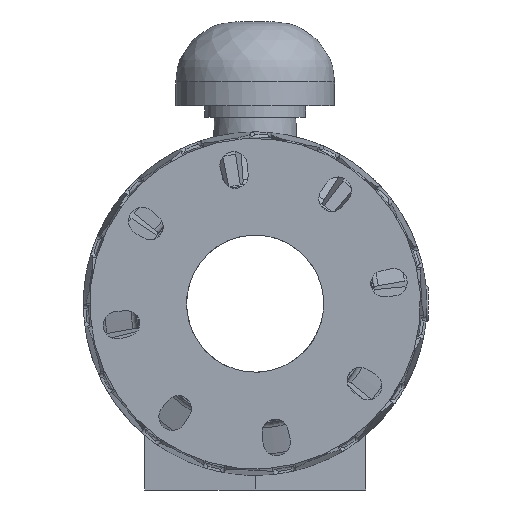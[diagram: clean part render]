
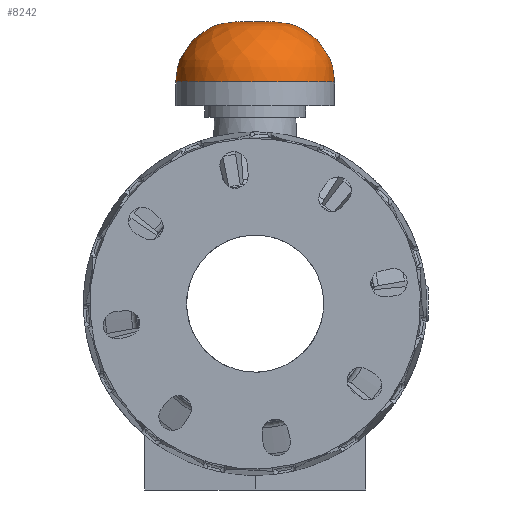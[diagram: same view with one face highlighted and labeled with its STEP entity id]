
A CAD part, left-side view. The second image highlights one B-rep face of the part: STEP entity #8242.
In plain terms, the highlighted free-form (B-spline) face has degree [2, 2] with [3, 9] control points.
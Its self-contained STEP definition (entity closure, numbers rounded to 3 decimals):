
#1505=FACE_OUTER_BOUND($,#1982,.T.);
#1982=EDGE_LOOP($,(#5587,#5588,#5589,#5590,#5591,#5592,#5593,#5594,#5595,
#5596));
#2521=(
BOUNDED_CURVE()
B_SPLINE_CURVE(2,(#11987,#11988,#11989),.UNSPECIFIED.,.F.,.F.)
B_SPLINE_CURVE_WITH_KNOTS((3,3),(1.087,1.571),
 .UNSPECIFIED.)
CURVE()
GEOMETRIC_REPRESENTATION_ITEM()
RATIONAL_B_SPLINE_CURVE((0.875,0.91,1.))
REPRESENTATION_ITEM($)
);
#2522=B_SPLINE_CURVE_WITH_KNOTS($,3,(#11969,#11970,#11971,#11972,#11973,
#11974,#11975,#11976,#11977,#11978),.UNSPECIFIED.,.F.,.F.,(4,2,2,2,4),(-13.234,
-12.228,-10.835,-9.289,-8.414),
 .UNSPECIFIED.);
#2523=B_SPLINE_CURVE_WITH_KNOTS($,3,(#11980,#11981,#11982,#11983),
 .UNSPECIFIED.,.F.,.F.,(4,4),(-1.822,-1.126),
 .UNSPECIFIED.);
#2524=B_SPLINE_CURVE_WITH_KNOTS($,3,(#11994,#11995,#11996,#11997),
 .UNSPECIFIED.,.F.,.F.,(4,4),(-24.028,-23.332),
 .UNSPECIFIED.);
#2525=B_SPLINE_CURVE_WITH_KNOTS($,3,(#11998,#11999,#12000,#12001,#12002,
#12003,#12004,#12005,#12006,#12007),.UNSPECIFIED.,.F.,.F.,(4,2,2,2,4),(-4.819,
-4.291,-2.753,-1.349,0.),
 .UNSPECIFIED.);
#2987=CIRCLE($,#8738,55.);
#2988=CIRCLE($,#8739,32.295);
#2989=CIRCLE($,#8740,13.5);
#2990=CIRCLE($,#8741,32.295);
#3380=VERTEX_POINT($,#11965);
#3381=VERTEX_POINT($,#11966);
#3382=VERTEX_POINT($,#11968);
#3383=VERTEX_POINT($,#11979);
#3384=VERTEX_POINT($,#11984);
#3385=VERTEX_POINT($,#11986);
#3386=VERTEX_POINT($,#11991);
#3387=VERTEX_POINT($,#11993);
#4261=EDGE_CURVE($,#3380,#3381,#2987,.T.);
#4262=EDGE_CURVE($,#3380,#3382,#2522,.T.);
#4263=EDGE_CURVE($,#3382,#3383,#2523,.T.);
#4264=EDGE_CURVE($,#3383,#3384,#2988,.T.);
#4265=EDGE_CURVE($,#3384,#3385,#2521,.T.);
#4266=EDGE_CURVE($,#3385,#3385,#2989,.T.);
#4267=EDGE_CURVE($,#3384,#3386,#2990,.T.);
#4268=EDGE_CURVE($,#3386,#3387,#2524,.T.);
#4269=EDGE_CURVE($,#3387,#3381,#2525,.T.);
#5587=ORIENTED_EDGE($,*,*,#4261,.F.);
#5588=ORIENTED_EDGE($,*,*,#4262,.T.);
#5589=ORIENTED_EDGE($,*,*,#4263,.T.);
#5590=ORIENTED_EDGE($,*,*,#4264,.T.);
#5591=ORIENTED_EDGE($,*,*,#4265,.T.);
#5592=ORIENTED_EDGE($,*,*,#4266,.T.);
#5593=ORIENTED_EDGE($,*,*,#4265,.F.);
#5594=ORIENTED_EDGE($,*,*,#4267,.T.);
#5595=ORIENTED_EDGE($,*,*,#4268,.T.);
#5596=ORIENTED_EDGE($,*,*,#4269,.T.);
#8239=(
BOUNDED_SURFACE()
B_SPLINE_SURFACE(2,2,((#11938,#11939,#11940,#11941,#11942,#11943,#11944,
#11945,#11946),(#11947,#11948,#11949,#11950,#11951,#11952,#11953,#11954,
#11955),(#11956,#11957,#11958,#11959,#11960,#11961,#11962,#11963,#11964)),
 .UNSPECIFIED.,.F.,.T.,.F.)
B_SPLINE_SURFACE_WITH_KNOTS((3,3),(3,2,2,2,3),(-1.571,0.),
(-3.142,-1.571,0.,1.571,3.142),
 .UNSPECIFIED.)
GEOMETRIC_REPRESENTATION_ITEM()
RATIONAL_B_SPLINE_SURFACE(((1.,0.707,1.,0.707,1.,
0.707,1.,0.707,1.),(0.707,0.5,
0.707,0.5,0.707,0.5,
0.707,0.5,0.707),(1.,0.707,
1.,0.707,1.,0.707,1.,0.707,1.)))
REPRESENTATION_ITEM($)
SURFACE()
);
#8242=ADVANCED_FACE($,(#1505),#8239,.F.);
#8738=AXIS2_PLACEMENT_3D($,#11967,#9664,#9665);
#8739=AXIS2_PLACEMENT_3D($,#11985,#9666,#9667);
#8740=AXIS2_PLACEMENT_3D($,#11990,#9668,#9669);
#8741=AXIS2_PLACEMENT_3D($,#11992,#9670,#9671);
#9664=DIRECTION('center_axis',(0.,0.,-1.));
#9665=DIRECTION('ref_axis',(-1.,0.,0.));
#9666=DIRECTION('center_axis',(0.,0.,1.));
#9667=DIRECTION('ref_axis',(-1.,0.,0.));
#9668=DIRECTION('center_axis',(0.,0.,-1.));
#9669=DIRECTION('ref_axis',(-1.,0.,0.));
#9670=DIRECTION('center_axis',(0.,0.,1.));
#9671=DIRECTION('ref_axis',(-1.,0.,0.));
#11938=CARTESIAN_POINT('Ctrl Pts',(13.5,0.,58.));
#11939=CARTESIAN_POINT('Ctrl Pts',(13.5,-13.5,58.));
#11940=CARTESIAN_POINT('Ctrl Pts',(0.,-13.5,
58.));
#11941=CARTESIAN_POINT('Ctrl Pts',(-13.5,-13.5,58.));
#11942=CARTESIAN_POINT('Ctrl Pts',(-13.5,0.,
58.));
#11943=CARTESIAN_POINT('Ctrl Pts',(-13.5,13.5,58.));
#11944=CARTESIAN_POINT('Ctrl Pts',(0.,13.5,
58.));
#11945=CARTESIAN_POINT('Ctrl Pts',(13.5,13.5,58.));
#11946=CARTESIAN_POINT('Ctrl Pts',(13.5,0.,58.));
#11947=CARTESIAN_POINT('Ctrl Pts',(55.,0.,
58.));
#11948=CARTESIAN_POINT('Ctrl Pts',(55.,-55.,58.));
#11949=CARTESIAN_POINT('Ctrl Pts',(0.,-55.,58.));
#11950=CARTESIAN_POINT('Ctrl Pts',(-55.,-55.,58.));
#11951=CARTESIAN_POINT('Ctrl Pts',(-55.,0.,
58.));
#11952=CARTESIAN_POINT('Ctrl Pts',(-55.,55.,58.));
#11953=CARTESIAN_POINT('Ctrl Pts',(0.,55.,
58.));
#11954=CARTESIAN_POINT('Ctrl Pts',(55.,55.,58.));
#11955=CARTESIAN_POINT('Ctrl Pts',(55.,0.,
58.));
#11956=CARTESIAN_POINT('Ctrl Pts',(55.,0.,16.5));
#11957=CARTESIAN_POINT('Ctrl Pts',(55.,-55.,16.5));
#11958=CARTESIAN_POINT('Ctrl Pts',(0.,-55.,16.5));
#11959=CARTESIAN_POINT('Ctrl Pts',(-55.,-55.,16.5));
#11960=CARTESIAN_POINT('Ctrl Pts',(-55.,0.,16.5));
#11961=CARTESIAN_POINT('Ctrl Pts',(-55.,55.,16.5));
#11962=CARTESIAN_POINT('Ctrl Pts',(0.,55.,
16.5));
#11963=CARTESIAN_POINT('Ctrl Pts',(55.,55.,16.5));
#11964=CARTESIAN_POINT('Ctrl Pts',(55.,0.,16.5));
#11965=CARTESIAN_POINT('',(46.928,-28.684,16.5));
#11966=CARTESIAN_POINT('',(46.928,28.684,16.5));
#11967=CARTESIAN_POINT('Origin',(0.,0.,16.5));
#11968=CARTESIAN_POINT('',(19.094,-30.006,51.647));
#11969=CARTESIAN_POINT('Ctrl Pts',(46.928,-28.684,16.5));
#11970=CARTESIAN_POINT('Ctrl Pts',(46.928,-28.684,19.837));
#11971=CARTESIAN_POINT('Ctrl Pts',(46.441,-28.708,23.16));
#11972=CARTESIAN_POINT('Ctrl Pts',(44.148,-28.823,30.822));
#11973=CARTESIAN_POINT('Ctrl Pts',(41.943,-28.934,34.943));
#11974=CARTESIAN_POINT('Ctrl Pts',(35.758,-29.236,42.56));
#11975=CARTESIAN_POINT('Ctrl Pts',(31.728,-29.429,45.804));
#11976=CARTESIAN_POINT('Ctrl Pts',(24.591,-29.759,49.655));
#11977=CARTESIAN_POINT('Ctrl Pts',(21.885,-29.882,50.772));
#11978=CARTESIAN_POINT('Ctrl Pts',(19.094,-30.006,51.647));
#11979=CARTESIAN_POINT('',(11.941,-30.006,53.5));
#11980=CARTESIAN_POINT('Ctrl Pts',(19.094,-30.006,51.647));
#11981=CARTESIAN_POINT('Ctrl Pts',(16.852,-30.006,52.403));
#11982=CARTESIAN_POINT('Ctrl Pts',(14.426,-30.006,53.033));
#11983=CARTESIAN_POINT('Ctrl Pts',(11.941,-30.006,53.5));
#11984=CARTESIAN_POINT('',(32.295,0.,53.5));
#11985=CARTESIAN_POINT('Origin',(0.,0.,53.5));
#11986=CARTESIAN_POINT('',(13.5,0.,58.));
#11987=CARTESIAN_POINT('Ctrl Pts',(32.295,0.,
53.5));
#11988=CARTESIAN_POINT('Ctrl Pts',(23.436,0.,
58.));
#11989=CARTESIAN_POINT('Ctrl Pts',(13.5,0.,58.));
#11990=CARTESIAN_POINT('Origin',(0.,0.,58.));
#11991=CARTESIAN_POINT('',(11.941,30.006,53.5));
#11992=CARTESIAN_POINT('Origin',(0.,0.,53.5));
#11993=CARTESIAN_POINT('',(19.094,30.006,51.647));
#11994=CARTESIAN_POINT('Ctrl Pts',(11.941,30.006,53.5));
#11995=CARTESIAN_POINT('Ctrl Pts',(14.426,30.006,53.033));
#11996=CARTESIAN_POINT('Ctrl Pts',(16.852,30.006,52.403));
#11997=CARTESIAN_POINT('Ctrl Pts',(19.094,30.006,51.647));
#11998=CARTESIAN_POINT('Ctrl Pts',(19.094,30.006,51.647));
#11999=CARTESIAN_POINT('Ctrl Pts',(20.781,29.931,51.119));
#12000=CARTESIAN_POINT('Ctrl Pts',(22.438,29.856,50.501));
#12001=CARTESIAN_POINT('Ctrl Pts',(28.775,29.568,47.703));
#12002=CARTESIAN_POINT('Ctrl Pts',(33.053,29.365,44.848));
#12003=CARTESIAN_POINT('Ctrl Pts',(39.944,29.032,37.844));
#12004=CARTESIAN_POINT('Ctrl Pts',(42.562,28.903,33.931));
#12005=CARTESIAN_POINT('Ctrl Pts',(46.045,28.729,25.437));
#12006=CARTESIAN_POINT('Ctrl Pts',(46.928,28.684,20.997));
#12007=CARTESIAN_POINT('Ctrl Pts',(46.928,28.684,16.5));
